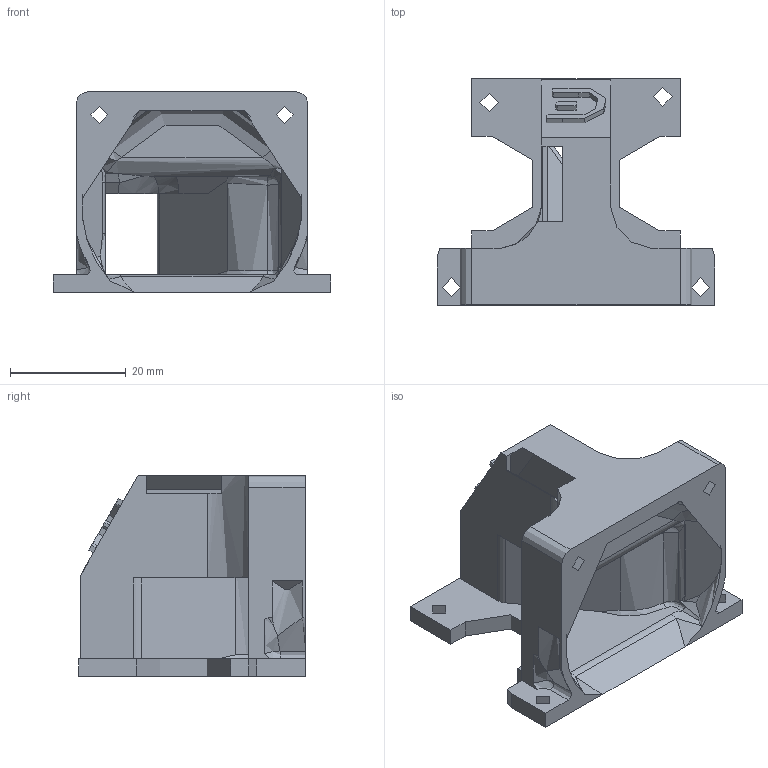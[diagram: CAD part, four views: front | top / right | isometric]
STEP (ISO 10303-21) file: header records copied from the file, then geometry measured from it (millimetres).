
FILE_DESCRIPTION(/* description */ (''),/* implementation_level */ '2;1');
FILE_NAME(/* name */ 'cooling_tube.step',/* time_stamp */ '2016-03-01T13:46:58+01:00',/* author */ (''),/* organization */ (''),/* preprocessor_version */ 'ST-DEVELOPER v16.2',/* originating_system */ 'Autodesk Translation Framework v4.3.0.3010',/* authorisation */ '');
FILE_SCHEMA (('AUTOMOTIVE_DESIGN { 1 0 10303 214 3 1 1 }'));
Length unit declared in the file: centimetre
Products named in the file (1): cooling_tube v4
Bounding box: 48 x 39.11 x 34.63 mm (x, y, z)
Volume: 11851.3 mm3; surface area: 10240.1 mm2
Topology: 1 solids, 1 shells, 146 faces, 432 edges, 280 vertices
Faces by surface type: plane 72, cylinder 36, bspline 34, torus 4
Full cylindrical faces by diameter (mm): 2.94 x2, 3.2 x4
Entity records: 8145 total; most frequent: CARTESIAN_POINT 4477, ORIENTED_EDGE 842, DIRECTION 636, EDGE_CURVE 421, VERTEX_POINT 280, LINE 242, VECTOR 242, AXIS2_PLACEMENT_3D 197
